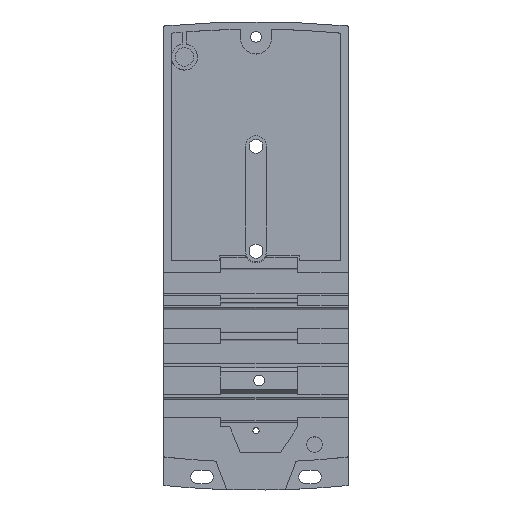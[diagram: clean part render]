
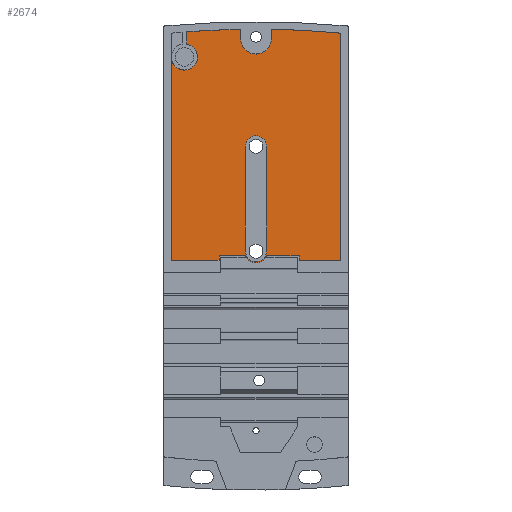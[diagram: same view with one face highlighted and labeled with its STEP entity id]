
A CAD part, top view. The second image highlights one B-rep face of the part: STEP entity #2674.
In plain terms, the highlighted planar face has unit normal (0, 0, 1).
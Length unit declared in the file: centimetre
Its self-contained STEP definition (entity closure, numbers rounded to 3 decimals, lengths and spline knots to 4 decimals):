
#106=PLANE('',#2848);
#238=VECTOR('',#3139,1.);
#241=VECTOR('',#3147,1.);
#363=VECTOR('',#3345,1.);
#368=VECTOR('',#3352,1.);
#372=VECTOR('',#3361,1.);
#374=VECTOR('',#3364,1.);
#377=VECTOR('',#3368,1.);
#379=VECTOR('',#3371,1.);
#382=VECTOR('',#3379,1.);
#384=VECTOR('',#3382,1.);
#386=VECTOR('',#3385,1.);
#388=VECTOR('',#3392,1.);
#389=VECTOR('',#3394,1.);
#521=LINE('',#3776,#238);
#524=LINE('',#3784,#241);
#646=LINE('',#4054,#363);
#651=LINE('',#4064,#368);
#655=LINE('',#4074,#372);
#657=LINE('',#4078,#374);
#660=LINE('',#4084,#377);
#662=LINE('',#4088,#379);
#665=LINE('',#4096,#382);
#667=LINE('',#4100,#384);
#669=LINE('',#4104,#386);
#671=LINE('',#4110,#388);
#672=LINE('',#4112,#389);
#832=VERTEX_POINT('',#3771);
#833=VERTEX_POINT('',#3773);
#834=VERTEX_POINT('',#3777);
#835=VERTEX_POINT('',#3781);
#918=VERTEX_POINT('',#4044);
#919=VERTEX_POINT('',#4046);
#922=VERTEX_POINT('',#4055);
#924=VERTEX_POINT('',#4063);
#925=VERTEX_POINT('',#4065);
#926=VERTEX_POINT('',#4069);
#927=VERTEX_POINT('',#4073);
#928=VERTEX_POINT('',#4077);
#929=VERTEX_POINT('',#4079);
#930=VERTEX_POINT('',#4083);
#931=VERTEX_POINT('',#4087);
#932=VERTEX_POINT('',#4091);
#933=VERTEX_POINT('',#4095);
#934=VERTEX_POINT('',#4099);
#935=VERTEX_POINT('',#4103);
#936=VERTEX_POINT('',#4107);
#987=CIRCLE('',#2765,0.3434);
#988=CIRCLE('',#2768,0.3434);
#998=CIRCLE('',#2829,0.4255);
#1000=CIRCLE('',#2835,0.5);
#1001=CIRCLE('',#2841,0.375);
#1002=CIRCLE('',#2846,29.825);
#1189=EDGE_CURVE('',#833,#832,#987,.T.);
#1191=EDGE_CURVE('',#834,#833,#521,.T.);
#1193=EDGE_CURVE('',#835,#834,#988,.T.);
#1195=EDGE_CURVE('',#832,#835,#524,.T.);
#1360=EDGE_CURVE('',#919,#918,#998,.T.);
#1365=EDGE_CURVE('',#922,#919,#646,.T.);
#1370=EDGE_CURVE('',#925,#924,#651,.T.);
#1373=EDGE_CURVE('',#924,#926,#1000,.T.);
#1375=EDGE_CURVE('',#926,#927,#655,.T.);
#1377=EDGE_CURVE('',#929,#928,#657,.T.);
#1380=EDGE_CURVE('',#928,#930,#660,.T.);
#1382=EDGE_CURVE('',#930,#931,#662,.T.);
#1384=EDGE_CURVE('',#931,#932,#1001,.T.);
#1386=EDGE_CURVE('',#932,#933,#665,.T.);
#1388=EDGE_CURVE('',#933,#934,#667,.T.);
#1390=EDGE_CURVE('',#934,#935,#669,.T.);
#1391=EDGE_CURVE('',#936,#925,#1002,.F.);
#1393=EDGE_CURVE('',#927,#922,#1002,.F.);
#1394=EDGE_CURVE('',#918,#929,#671,.F.);
#1395=EDGE_CURVE('',#935,#936,#672,.F.);
#2134=ORIENTED_EDGE('',*,*,#1189,.T.);
#2135=ORIENTED_EDGE('',*,*,#1195,.T.);
#2136=ORIENTED_EDGE('',*,*,#1193,.T.);
#2137=ORIENTED_EDGE('',*,*,#1191,.T.);
#2138=ORIENTED_EDGE('',*,*,#1365,.T.);
#2139=ORIENTED_EDGE('',*,*,#1360,.T.);
#2140=ORIENTED_EDGE('',*,*,#1394,.T.);
#2141=ORIENTED_EDGE('',*,*,#1377,.T.);
#2142=ORIENTED_EDGE('',*,*,#1380,.T.);
#2143=ORIENTED_EDGE('',*,*,#1382,.T.);
#2144=ORIENTED_EDGE('',*,*,#1384,.T.);
#2145=ORIENTED_EDGE('',*,*,#1386,.T.);
#2146=ORIENTED_EDGE('',*,*,#1388,.T.);
#2147=ORIENTED_EDGE('',*,*,#1390,.T.);
#2148=ORIENTED_EDGE('',*,*,#1395,.T.);
#2149=ORIENTED_EDGE('',*,*,#1391,.T.);
#2150=ORIENTED_EDGE('',*,*,#1370,.T.);
#2151=ORIENTED_EDGE('',*,*,#1373,.T.);
#2152=ORIENTED_EDGE('',*,*,#1375,.T.);
#2153=ORIENTED_EDGE('',*,*,#1393,.T.);
#2355=EDGE_LOOP('',(#2134,#2135,#2136,#2137));
#2356=EDGE_LOOP('',(#2138,#2139,#2140,#2141,#2142,#2143,#2144,#2145,#2146,
#2147,#2148,#2149,#2150,#2151,#2152,#2153));
#2526=FACE_BOUND('',#2355,.T.);
#2527=FACE_BOUND('',#2356,.T.);
#2674=ADVANCED_FACE('',(#2526,#2527),#106,.T.);
#2765=AXIS2_PLACEMENT_3D('',#3772,#3135,#3136);
#2768=AXIS2_PLACEMENT_3D('',#3780,#3143,#3144);
#2829=AXIS2_PLACEMENT_3D('',#4045,#3337,#3338);
#2835=AXIS2_PLACEMENT_3D('',#4070,#3357,#3358);
#2841=AXIS2_PLACEMENT_3D('',#4092,#3375,#3376);
#2846=AXIS2_PLACEMENT_3D('',#4106,#3388,#3389);
#2848=AXIS2_PLACEMENT_3D('',#4111,#3393,$);
#3135=DIRECTION('',(0.,0.,-1.));
#3136=DIRECTION('',(0.343,0.,0.));
#3139=DIRECTION('',(0.,-1.,0.));
#3143=DIRECTION('',(0.,0.,-1.));
#3144=DIRECTION('',(0.343,0.,0.));
#3147=DIRECTION('',(0.,1.,0.));
#3337=DIRECTION('',(0.,0.,-1.));
#3338=DIRECTION('',(0.425,0.,0.));
#3345=DIRECTION('',(0.,-1.,0.));
#3352=DIRECTION('',(0.,-1.,0.));
#3357=DIRECTION('',(0.,0.,-1.));
#3358=DIRECTION('',(0.5,0.,0.));
#3361=DIRECTION('',(0.,1.,0.));
#3364=DIRECTION('',(1.,0.,0.));
#3368=DIRECTION('',(0.,1.,0.));
#3371=DIRECTION('',(1.,0.,0.));
#3375=DIRECTION('',(0.,0.,1.));
#3376=DIRECTION('',(0.375,0.,0.));
#3379=DIRECTION('',(1.,0.,0.));
#3382=DIRECTION('',(0.,-1.,0.));
#3385=DIRECTION('',(1.,0.,0.));
#3388=DIRECTION('',(0.,0.,-1.));
#3389=DIRECTION('',(29.825,0.,0.));
#3392=DIRECTION('',(0.,1.,0.));
#3393=DIRECTION('',(0.,0.,1.));
#3394=DIRECTION('',(0.,-1.,0.));
#3771=CARTESIAN_POINT('',(-0.3434,0.15,0.25));
#3772=CARTESIAN_POINT('',(0.,0.15,0.25));
#3773=CARTESIAN_POINT('',(0.3434,0.15,0.25));
#3776=CARTESIAN_POINT('',(0.3434,0.925,0.25));
#3777=CARTESIAN_POINT('',(0.3434,3.55,0.25));
#3780=CARTESIAN_POINT('',(0.,3.55,0.25));
#3781=CARTESIAN_POINT('',(-0.3434,3.55,0.25));
#3784=CARTESIAN_POINT('',(-0.3434,0.925,0.25));
#4044=CARTESIAN_POINT('',(-2.75,6.4294,0.25));
#4045=CARTESIAN_POINT('',(-2.325,6.45,0.25));
#4046=CARTESIAN_POINT('',(-2.25,6.8688,0.25));
#4054=CARTESIAN_POINT('',(-2.25,3.5335,0.25));
#4055=CARTESIAN_POINT('',(-2.25,7.265,0.25));
#4063=CARTESIAN_POINT('',(0.5,7.0458,0.25));
#4064=CARTESIAN_POINT('',(0.5,3.5979,0.25));
#4065=CARTESIAN_POINT('',(0.5,7.3458,0.25));
#4069=CARTESIAN_POINT('',(-0.5,7.0458,0.25));
#4070=CARTESIAN_POINT('',(0.,7.0458,0.25));
#4073=CARTESIAN_POINT('',(-0.5,7.3458,0.25));
#4074=CARTESIAN_POINT('',(-0.5,3.5979,0.25));
#4077=CARTESIAN_POINT('',(-1.2,-0.1503,0.25));
#4078=CARTESIAN_POINT('',(-0.9875,-0.1503,0.25));
#4079=CARTESIAN_POINT('',(-2.75,-0.1503,0.25));
#4083=CARTESIAN_POINT('',(-1.2,-0.0003,0.25));
#4084=CARTESIAN_POINT('',(-1.2,-0.0376,0.25));
#4087=CARTESIAN_POINT('',(-0.3436,-0.0003,0.25));
#4088=CARTESIAN_POINT('',(-0.3859,-0.0003,0.25));
#4091=CARTESIAN_POINT('',(0.3436,-0.0003,0.25));
#4092=CARTESIAN_POINT('',(0.,0.15,0.25));
#4095=CARTESIAN_POINT('',(1.4,-0.0003,0.25));
#4096=CARTESIAN_POINT('',(0.4359,-0.0003,0.25));
#4099=CARTESIAN_POINT('',(1.4,-0.1503,0.25));
#4100=CARTESIAN_POINT('',(1.4,-0.0376,0.25));
#4103=CARTESIAN_POINT('',(2.75,-0.1503,0.25));
#4104=CARTESIAN_POINT('',(1.0375,-0.1503,0.25));
#4106=CARTESIAN_POINT('',(0.,-22.475,0.25));
#4107=CARTESIAN_POINT('',(2.75,7.2229,0.25));
#4110=CARTESIAN_POINT('',(-2.75,0.,0.25));
#4111=CARTESIAN_POINT('',(0.,0.,0.25));
#4112=CARTESIAN_POINT('',(2.75,0.,0.25));
